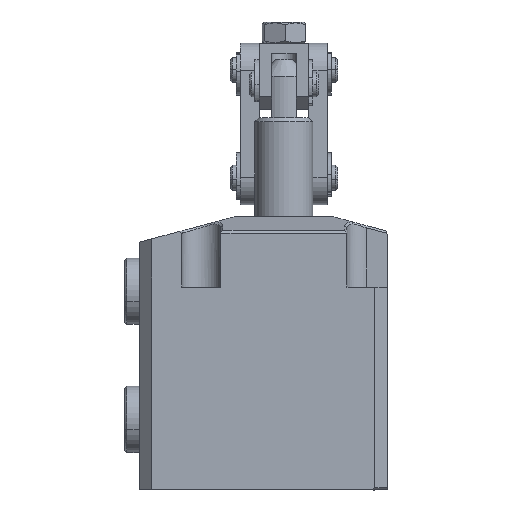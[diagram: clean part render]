
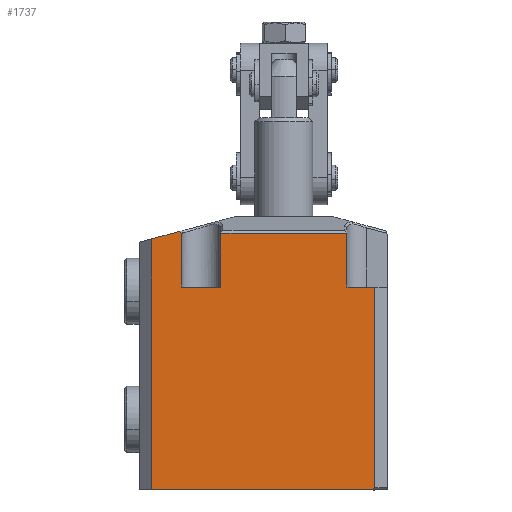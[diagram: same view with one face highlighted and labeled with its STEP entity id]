
A CAD part, top view. The second image highlights one B-rep face of the part: STEP entity #1737.
In plain terms, the highlighted planar face has unit normal (0, 0, 1).
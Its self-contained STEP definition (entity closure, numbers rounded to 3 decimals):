
#165 = EDGE_CURVE ( 'NONE', #14596, #12408, #5582, .T. ) ;
#409 = ORIENTED_EDGE ( 'NONE', *, *, #165, .T. ) ;
#444 = DIRECTION ( 'NONE',  ( -0.695, -0.719, 0. ) ) ;
#872 = CARTESIAN_POINT ( 'NONE',  ( 399.833, 115.5, 25. ) ) ;
#888 = LINE ( 'NONE', #14959, #9707 ) ;
#979 = CARTESIAN_POINT ( 'NONE',  ( 456.833, 54.859, 25. ) ) ;
#991 = EDGE_CURVE ( 'NONE', #16698, #17001, #4685, .T. ) ;
#1267 = VERTEX_POINT ( 'NONE', #8471 ) ;
#1733 = ORIENTED_EDGE ( 'NONE', *, *, #1922, .T. ) ;
#1737 = ADVANCED_FACE ( 'NONE', ( #16771 ), #13404, .T. ) ;
#1770 = CARTESIAN_POINT ( 'NONE',  ( 416.583, 54.859, 25. ) ) ;
#1922 = EDGE_CURVE ( 'NONE', #5224, #17962, #4656, .T. ) ;
#2039 = VERTEX_POINT ( 'NONE', #3378 ) ;
#2139 = VERTEX_POINT ( 'NONE', #9262 ) ;
#2717 = VERTEX_POINT ( 'NONE', #17771 ) ;
#2801 = ORIENTED_EDGE ( 'NONE', *, *, #5461, .T. ) ;
#2831 = DIRECTION ( 'NONE',  ( 0., -1., 0. ) ) ;
#2952 = VECTOR ( 'NONE', #17653, 1000. ) ;
#3037 = ORIENTED_EDGE ( 'NONE', *, *, #15933, .T. ) ;
#3188 = VERTEX_POINT ( 'NONE', #14263 ) ;
#3204 = VERTEX_POINT ( 'NONE', #15834 ) ;
#3307 = LINE ( 'NONE', #9590, #5234 ) ;
#3378 = CARTESIAN_POINT ( 'NONE',  ( 447.083, 103.859, 25. ) ) ;
#3690 = EDGE_CURVE ( 'NONE', #1267, #3188, #6865, .T. ) ;
#3742 = CARTESIAN_POINT ( 'NONE',  ( 419.833, 120.859, 25. ) ) ;
#3849 = LINE ( 'NONE', #12372, #16616 ) ;
#4233 = ORIENTED_EDGE ( 'NONE', *, *, #12779, .T. ) ;
#4244 = VECTOR ( 'NONE', #17100, 1000. ) ;
#4301 = ORIENTED_EDGE ( 'NONE', *, *, #3690, .T. ) ;
#4322 = EDGE_CURVE ( 'NONE', #16698, #14596, #15446, .T. ) ;
#4443 = CARTESIAN_POINT ( 'NONE',  ( 399.833, 54.859, 25. ) ) ;
#4656 = LINE ( 'NONE', #1770, #16323 ) ;
#4665 = DIRECTION ( 'NONE',  ( -1., 0., 0. ) ) ;
#4685 = LINE ( 'NONE', #3742, #12368 ) ;
#4691 = EDGE_LOOP ( 'NONE', ( #4301, #4233, #3037, #2801, #9931, #7159, #1733, #14610, #15054, #17877, #11252, #13604, #409, #7478 ) ) ;
#5224 = VERTEX_POINT ( 'NONE', #14624 ) ;
#5234 = VECTOR ( 'NONE', #13493, 1000. ) ;
#5461 = EDGE_CURVE ( 'NONE', #2717, #3204, #16960, .T. ) ;
#5582 = LINE ( 'NONE', #979, #16388 ) ;
#5968 = VECTOR ( 'NONE', #4665, 1000. ) ;
#6042 = CARTESIAN_POINT ( 'NONE',  ( 416.6, 116.876, 25. ) ) ;
#6792 = CARTESIAN_POINT ( 'NONE',  ( 453.833, 54.859, 25. ) ) ;
#6865 = LINE ( 'NONE', #6792, #9949 ) ;
#7159 = ORIENTED_EDGE ( 'NONE', *, *, #11701, .T. ) ;
#7311 = LINE ( 'NONE', #10159, #4244 ) ;
#7468 = CARTESIAN_POINT ( 'NONE',  ( 399.833, 103.859, 25. ) ) ;
#7478 = ORIENTED_EDGE ( 'NONE', *, *, #9468, .T. ) ;
#7740 = VECTOR ( 'NONE', #2831, 1000. ) ;
#7950 = DIRECTION ( 'NONE',  ( 1., 0., 0. ) ) ;
#8154 = CARTESIAN_POINT ( 'NONE',  ( 416.583, 103.859, 25. ) ) ;
#8328 = EDGE_CURVE ( 'NONE', #3204, #18172, #3849, .T. ) ;
#8361 = VECTOR ( 'NONE', #17601, 1000. ) ;
#8471 = CARTESIAN_POINT ( 'NONE',  ( 453.833, 55.359, 25. ) ) ;
#8583 = LINE ( 'NONE', #8834, #16522 ) ;
#8834 = CARTESIAN_POINT ( 'NONE',  ( 416.583, 116.858, 25. ) ) ;
#9243 = DIRECTION ( 'NONE',  ( -0.767, 0.642, 0. ) ) ;
#9262 = CARTESIAN_POINT ( 'NONE',  ( 407.083, 116.86, 25. ) ) ;
#9281 = AXIS2_PLACEMENT_3D ( 'NONE', #15082, #13641, #17949 ) ;
#9468 = EDGE_CURVE ( 'NONE', #12408, #1267, #13938, .T. ) ;
#9590 = CARTESIAN_POINT ( 'NONE',  ( 447.083, 54.859, 25. ) ) ;
#9707 = VECTOR ( 'NONE', #9243, 1000. ) ;
#9931 = ORIENTED_EDGE ( 'NONE', *, *, #8328, .T. ) ;
#9949 = VECTOR ( 'NONE', #16586, 1000. ) ;
#10159 = CARTESIAN_POINT ( 'NONE',  ( 399.833, 103.859, 25. ) ) ;
#10456 = CARTESIAN_POINT ( 'NONE',  ( 406.555, 117.302, 25. ) ) ;
#11252 = ORIENTED_EDGE ( 'NONE', *, *, #991, .F. ) ;
#11701 = EDGE_CURVE ( 'NONE', #18172, #5224, #8583, .T. ) ;
#11865 = EDGE_CURVE ( 'NONE', #16758, #2139, #12085, .T. ) ;
#11982 = DIRECTION ( 'NONE',  ( -0.695, 0.719, 0. ) ) ;
#12085 = LINE ( 'NONE', #13522, #8361 ) ;
#12095 = DIRECTION ( 'NONE',  ( 0.966, 0.259, 0. ) ) ;
#12218 = CARTESIAN_POINT ( 'NONE',  ( 453.126, 54.859, 25. ) ) ;
#12368 = VECTOR ( 'NONE', #12095, 1000. ) ;
#12372 = CARTESIAN_POINT ( 'NONE',  ( 399.833, 116.876, 25. ) ) ;
#12408 = VERTEX_POINT ( 'NONE', #12218 ) ;
#12779 = EDGE_CURVE ( 'NONE', #3188, #2039, #16134, .T. ) ;
#12942 = DIRECTION ( 'NONE',  ( 0., -1., 0. ) ) ;
#13022 = EDGE_CURVE ( 'NONE', #2139, #17001, #888, .T. ) ;
#13404 = PLANE ( 'NONE',  #9281 ) ;
#13493 = DIRECTION ( 'NONE',  ( 0., 1., 0. ) ) ;
#13512 = CARTESIAN_POINT ( 'NONE',  ( 452.277, 54.259, 25. ) ) ;
#13522 = CARTESIAN_POINT ( 'NONE',  ( 407.083, 54.859, 25. ) ) ;
#13604 = ORIENTED_EDGE ( 'NONE', *, *, #4322, .T. ) ;
#13641 = DIRECTION ( 'NONE',  ( 0., 0., 1. ) ) ;
#13938 = LINE ( 'NONE', #13512, #2952 ) ;
#14062 = DIRECTION ( 'NONE',  ( -1., 0., 0. ) ) ;
#14263 = CARTESIAN_POINT ( 'NONE',  ( 453.833, 103.859, 25. ) ) ;
#14272 = CARTESIAN_POINT ( 'NONE',  ( 399.833, 54.859, 25. ) ) ;
#14483 = EDGE_CURVE ( 'NONE', #17962, #16758, #7311, .T. ) ;
#14596 = VERTEX_POINT ( 'NONE', #14272 ) ;
#14610 = ORIENTED_EDGE ( 'NONE', *, *, #14483, .T. ) ;
#14624 = CARTESIAN_POINT ( 'NONE',  ( 416.583, 116.858, 25. ) ) ;
#14959 = CARTESIAN_POINT ( 'NONE',  ( 407.083, 116.86, 25. ) ) ;
#15054 = ORIENTED_EDGE ( 'NONE', *, *, #11865, .T. ) ;
#15082 = CARTESIAN_POINT ( 'NONE',  ( 399.833, 54.859, 25. ) ) ;
#15162 = VECTOR ( 'NONE', #11982, 1000. ) ;
#15446 = LINE ( 'NONE', #4443, #7740 ) ;
#15834 = CARTESIAN_POINT ( 'NONE',  ( 447.066, 116.876, 25. ) ) ;
#15933 = EDGE_CURVE ( 'NONE', #2039, #2717, #3307, .T. ) ;
#16134 = LINE ( 'NONE', #7468, #5968 ) ;
#16253 = CARTESIAN_POINT ( 'NONE',  ( 445.93, 118.051, 25. ) ) ;
#16323 = VECTOR ( 'NONE', #12942, 1000. ) ;
#16388 = VECTOR ( 'NONE', #7950, 1000. ) ;
#16522 = VECTOR ( 'NONE', #444, 1000. ) ;
#16586 = DIRECTION ( 'NONE',  ( 0., 1., 0. ) ) ;
#16616 = VECTOR ( 'NONE', #14062, 1000. ) ;
#16698 = VERTEX_POINT ( 'NONE', #872 ) ;
#16758 = VERTEX_POINT ( 'NONE', #16902 ) ;
#16771 = FACE_OUTER_BOUND ( 'NONE', #4691, .T. ) ;
#16902 = CARTESIAN_POINT ( 'NONE',  ( 407.083, 103.859, 25. ) ) ;
#16960 = LINE ( 'NONE', #16253, #15162 ) ;
#17001 = VERTEX_POINT ( 'NONE', #10456 ) ;
#17100 = DIRECTION ( 'NONE',  ( -1., 0., 0. ) ) ;
#17601 = DIRECTION ( 'NONE',  ( 0., 1., 0. ) ) ;
#17653 = DIRECTION ( 'NONE',  ( 0.816, 0.577, 0. ) ) ;
#17771 = CARTESIAN_POINT ( 'NONE',  ( 447.083, 116.858, 25. ) ) ;
#17877 = ORIENTED_EDGE ( 'NONE', *, *, #13022, .T. ) ;
#17949 = DIRECTION ( 'NONE',  ( 1., 0., 0. ) ) ;
#17962 = VERTEX_POINT ( 'NONE', #8154 ) ;
#18172 = VERTEX_POINT ( 'NONE', #6042 ) ;
